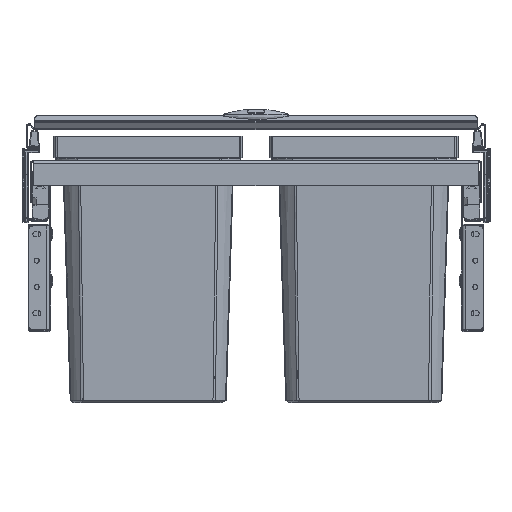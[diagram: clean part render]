
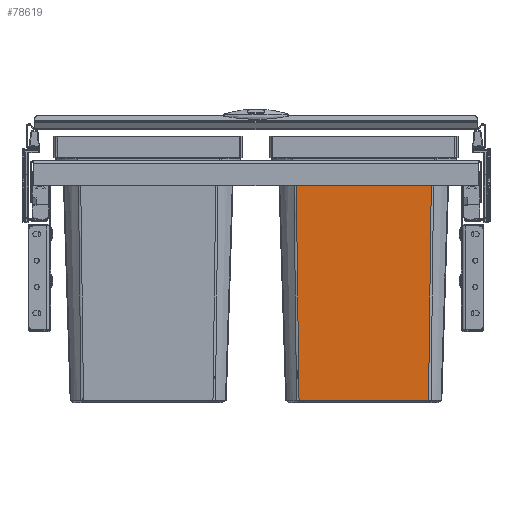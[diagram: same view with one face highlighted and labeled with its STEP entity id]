
A CAD part, top view. The second image highlights one B-rep face of the part: STEP entity #78619.
In plain terms, the highlighted planar face has unit normal (0, -0.031, 1).
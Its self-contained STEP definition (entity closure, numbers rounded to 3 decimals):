
#15080=EDGE_CURVE('9833',#41016,#41013,#41017,.T.);
#15132=EDGE_CURVE('9781',#41013,#41084,#41087,.T.);
#15134=EDGE_CURVE('9817',#41089,#41084,#41090,.T.);
#15136=EDGE_CURVE('9786',#41016,#41089,#41092,.T.);
#41013=VERTEX_POINT('',#77828);
#41016=VERTEX_POINT('',#77839);
#41017=LINE('',#77840,#77841);
#41084=VERTEX_POINT('',#78033);
#41087=B_SPLINE_CURVE_WITH_KNOTS('',3,(#78042,#78043,#78044,#78045,#78046,#78047),.UNSPECIFIED.,.F.,.F.,(4,1,1,4),(0.0,0.333,0.667,1.0),.UNSPECIFIED.);
#41089=VERTEX_POINT('',#78050);
#41090=LINE('',#78051,#78052);
#41092=B_SPLINE_CURVE_WITH_KNOTS('',3,(#78055,#78056,#78057,#78058,#78059,#78060),.UNSPECIFIED.,.F.,.F.,(4,1,1,4),(0.0,0.333,0.667,1.0),.UNSPECIFIED.);
#77828=CARTESIAN_POINT('',(48.371,9.8,-11.429));
#77839=CARTESIAN_POINT('',(213.229,9.8,-11.429));
#77840=CARTESIAN_POINT('',(213.229,9.8,-11.429));
#77841=VECTOR('',#137434,164.857);
#78033=CARTESIAN_POINT('',(52.22,-290.329,-20.784));
#78042=CARTESIAN_POINT('',(48.371,9.8,-11.429));
#78043=CARTESIAN_POINT('',(48.817,-25.284,-12.522));
#78044=CARTESIAN_POINT('',(49.696,-94.295,-14.673));
#78045=CARTESIAN_POINT('',(50.978,-194.335,-17.792));
#78046=CARTESIAN_POINT('',(51.809,-258.716,-19.799));
#78047=CARTESIAN_POINT('',(52.22,-290.329,-20.784));
#78050=CARTESIAN_POINT('',(209.38,-290.329,-20.784));
#78051=CARTESIAN_POINT('',(209.38,-290.329,-20.784));
#78052=VECTOR('',#137446,157.161);
#78055=CARTESIAN_POINT('',(213.229,9.8,-11.429));
#78056=CARTESIAN_POINT('',(212.783,-25.284,-12.522));
#78057=CARTESIAN_POINT('',(211.904,-94.295,-14.673));
#78058=CARTESIAN_POINT('',(210.622,-194.335,-17.792));
#78059=CARTESIAN_POINT('',(209.791,-258.716,-19.799));
#78060=CARTESIAN_POINT('',(209.38,-290.329,-20.784));
#78619=ADVANCED_FACE('7138',(#137808),#137809,.T.);
#137434=DIRECTION('',(-1.0,0.0,0.0));
#137446=DIRECTION('',(-1.0,0.0,0.0));
#137808=FACE_OUTER_BOUND('',#173371,.T.);
#137809=PLANE('',#173372);
#173371=EDGE_LOOP('',(#193724,#193725,#193726,#193727));
#173372=AXIS2_PLACEMENT_3D('',#193728,#193729,#193730);
#193724=ORIENTED_EDGE('',*,*,#15134,.F.);
#193725=ORIENTED_EDGE('',*,*,#15136,.F.);
#193726=ORIENTED_EDGE('',*,*,#15080,.T.);
#193727=ORIENTED_EDGE('',*,*,#15132,.T.);
#193728=CARTESIAN_POINT('',(130.8,-130.469,-15.801));
#193729=DIRECTION('',(0.0,-0.031,1.));
#193730=DIRECTION('',(1.0,0.0,0.0));
